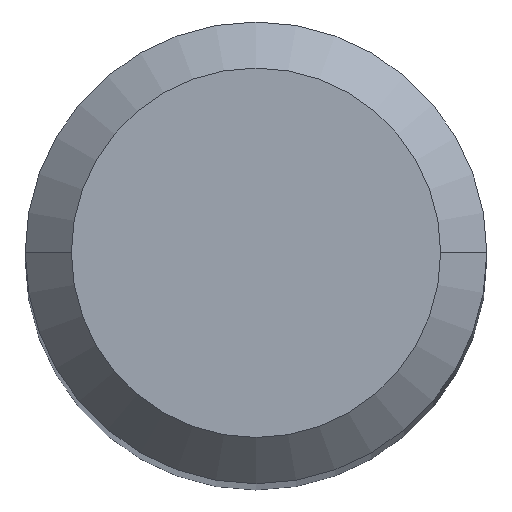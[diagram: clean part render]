
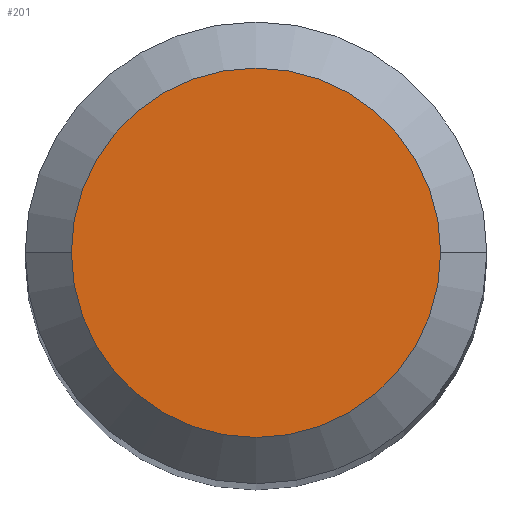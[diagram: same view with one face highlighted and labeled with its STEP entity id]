
A CAD part, top view. The second image highlights one B-rep face of the part: STEP entity #201.
In plain terms, the highlighted planar face has unit normal (0, 0, 1).
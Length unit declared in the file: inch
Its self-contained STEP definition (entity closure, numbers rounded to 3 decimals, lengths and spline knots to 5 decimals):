
#20 = CIRCLE ( 'NONE', #189, 0.04724 ) ;
#39 = ORIENTED_EDGE ( 'NONE', *, *, #284, .T. ) ;
#53 = CIRCLE ( 'NONE', #402, 0.04724 ) ;
#85 = CARTESIAN_POINT ( 'NONE',  ( 0., 0., 0. ) ) ;
#89 = CARTESIAN_POINT ( 'NONE',  ( 0., 0., 0. ) ) ;
#130 = DIRECTION ( 'NONE',  ( 1., 0., 0. ) ) ;
#179 = EDGE_CURVE ( 'NONE', #266, #241, #20, .T. ) ;
#189 = AXIS2_PLACEMENT_3D ( 'NONE', #89, #466, #130 ) ;
#201 = ADVANCED_FACE ( 'NONE', ( #450 ), #415, .F. ) ;
#205 = DIRECTION ( 'NONE',  ( -1., 0., 0. ) ) ;
#241 = VERTEX_POINT ( 'NONE', #376 ) ;
#266 = VERTEX_POINT ( 'NONE', #426 ) ;
#284 = EDGE_CURVE ( 'NONE', #241, #266, #53, .T. ) ;
#301 = DIRECTION ( 'NONE',  ( 1., 0., 0. ) ) ;
#376 = CARTESIAN_POINT ( 'NONE',  ( 0.04724, 0., 0. ) ) ;
#379 = ORIENTED_EDGE ( 'NONE', *, *, #179, .T. ) ;
#385 = AXIS2_PLACEMENT_3D ( 'NONE', #85, #418, #205 ) ;
#402 = AXIS2_PLACEMENT_3D ( 'NONE', #411, #464, #301 ) ;
#411 = CARTESIAN_POINT ( 'NONE',  ( 0., 0., 0. ) ) ;
#415 = PLANE ( 'NONE',  #385 ) ;
#418 = DIRECTION ( 'NONE',  ( 0., 0., -1. ) ) ;
#426 = CARTESIAN_POINT ( 'NONE',  ( -0.04724, 0., 0. ) ) ;
#450 = FACE_OUTER_BOUND ( 'NONE', #469, .T. ) ;
#464 = DIRECTION ( 'NONE',  ( 0., 0., 1. ) ) ;
#466 = DIRECTION ( 'NONE',  ( 0., 0., 1. ) ) ;
#469 = EDGE_LOOP ( 'NONE', ( #379, #39 ) ) ;
